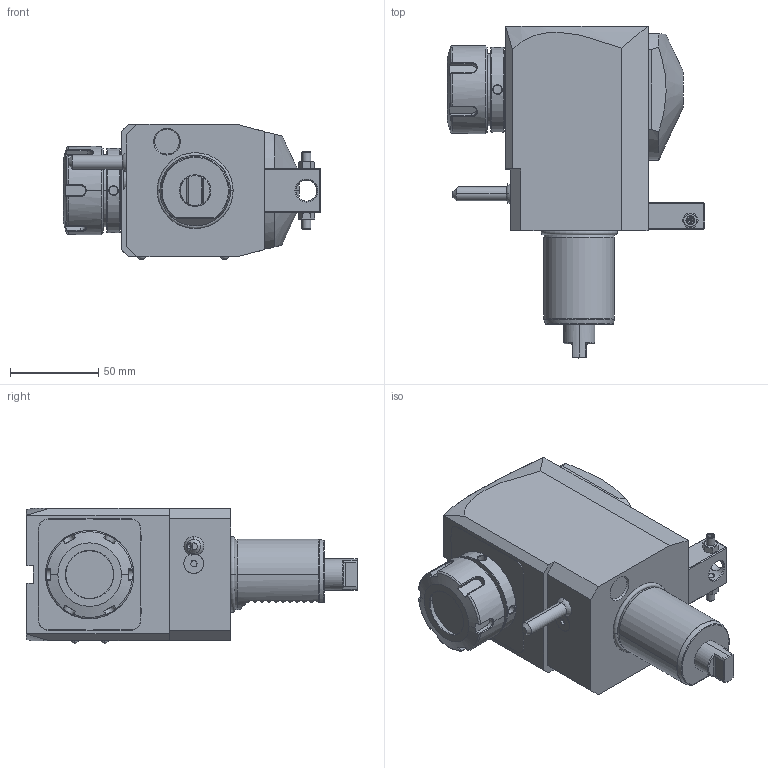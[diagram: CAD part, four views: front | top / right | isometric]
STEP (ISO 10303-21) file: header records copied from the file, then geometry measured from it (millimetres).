
FILE_DESCRIPTION((''),'2;1');
FILE_NAME('NGT1_40_221_32_1_2_80','2019-03-19T',('vali'),('NOVA GRUP'),'PRO/ENGINEER BY PARAMETRIC TECHNOLOGY CORPORATION, 2010280','PRO/ENGINEER BY PARAMETRIC TECHNOLOGY CORPORATION, 2010280','');
FILE_SCHEMA(('CONFIG_CONTROL_DESIGN'));
Length unit declared in the file: millimetre
Products named in the file (1): NGT1_40_221_32_1_2_80
Bounding box: 145.6 x 188 x 76.6 mm (x, y, z)
Volume: 870954.9 mm3; surface area: 69800.2 mm2
Topology: 1 solids, 1 shells, 409 faces, 1044 edges, 646 vertices
Faces by surface type: plane 193, cylinder 89, cone 65, bspline 42, torus 12, sphere 6, extrusion 2
Entity records: 17785 total; most frequent: CARTESIAN_POINT 8578, ORIENTED_EDGE 2056, DIRECTION 1631, EDGE_CURVE 1028, VERTEX_POINT 646, AXIS2_PLACEMENT_3D 559, VECTOR 513, LINE 511
